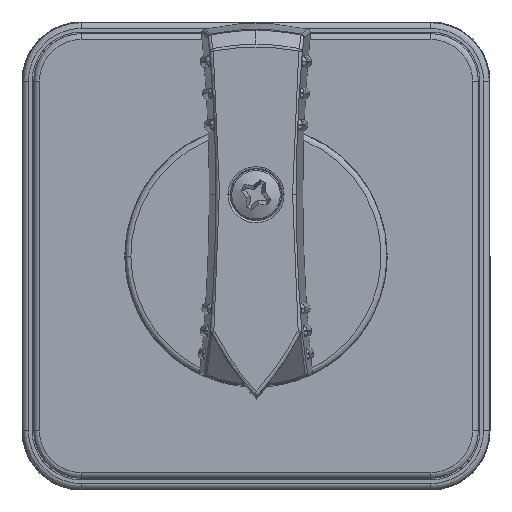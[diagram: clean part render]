
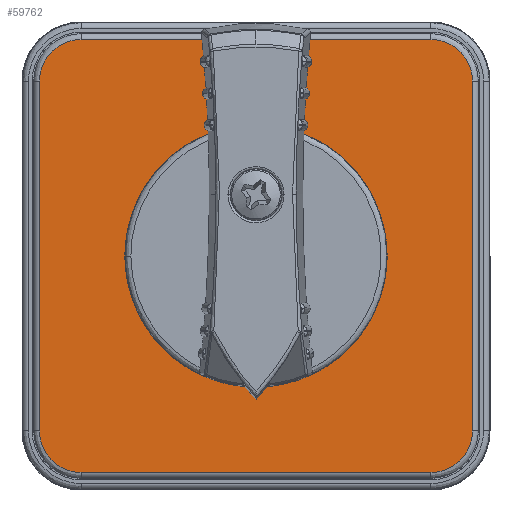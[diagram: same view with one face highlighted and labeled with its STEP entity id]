
A CAD part, front view. The second image highlights one B-rep face of the part: STEP entity #59762.
In plain terms, the highlighted planar face has unit normal (0, -1, 0).
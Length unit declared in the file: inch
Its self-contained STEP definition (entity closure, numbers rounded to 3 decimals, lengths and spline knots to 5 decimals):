
#1423 = CARTESIAN_POINT ( 'NONE',  ( 0.94488, -0.8189, 1.16929 ) ) ;
#2006 = LINE ( 'NONE', #74765, #66397 ) ;
#6307 = EDGE_CURVE ( 'NONE', #87138, #94913, #2006, .T. ) ;
#6381 = CARTESIAN_POINT ( 'NONE',  ( -0.94488, -0.8189, 1.16929 ) ) ;
#8338 = CARTESIAN_POINT ( 'NONE',  ( 1.16929, -0.8189, -0.94488 ) ) ;
#8923 = CARTESIAN_POINT ( 'NONE',  ( -0.94488, -0.8189, -1.16929 ) ) ;
#10523 =( BOUNDED_CURVE ( )  B_SPLINE_CURVE ( 3, ( #31169, #68492, #53953, #75762 ),
 .UNSPECIFIED., .F., .F. ) 
 B_SPLINE_CURVE_WITH_KNOTS ( ( 4, 4 ),
 ( 0., 1. ),
 .UNSPECIFIED. ) 
 CURVE ( )  GEOMETRIC_REPRESENTATION_ITEM ( )  RATIONAL_B_SPLINE_CURVE ( ( 1., 0.805, 0.805, 1. ) ) 
 REPRESENTATION_ITEM ( '' )  );
#10996 = FACE_BOUND ( 'NONE', #27358, .T. ) ;
#11148 = CARTESIAN_POINT ( 'NONE',  ( 0.94488, -0.8189, -1.16929 ) ) ;
#12179 = CARTESIAN_POINT ( 'NONE',  ( 0., -0.8189, 0.4626 ) ) ;
#15100 = CARTESIAN_POINT ( 'NONE',  ( -1.16929, -0.8189, 0.94488 ) ) ;
#17796 = CARTESIAN_POINT ( 'NONE',  ( 0.94488, -0.8189, 0.94488 ) ) ;
#18927 = ORIENTED_EDGE ( 'NONE', *, *, #89565, .F. ) ;
#20960 = VECTOR ( 'NONE', #95924, 39.37008 ) ;
#21019 =( BOUNDED_CURVE ( )  B_SPLINE_CURVE ( 3, ( #15100, #22379, #50555, #6381 ),
 .UNSPECIFIED., .F., .F. ) 
 B_SPLINE_CURVE_WITH_KNOTS ( ( 4, 4 ),
 ( 0., 1. ),
 .UNSPECIFIED. ) 
 CURVE ( )  GEOMETRIC_REPRESENTATION_ITEM ( )  RATIONAL_B_SPLINE_CURVE ( ( 1., 0.805, 0.805, 1. ) ) 
 REPRESENTATION_ITEM ( '' )  );
#22379 = CARTESIAN_POINT ( 'NONE',  ( -1.16929, -0.8189, 1.07634 ) ) ;
#24572 = DIRECTION ( 'NONE',  ( 0., -1., 0. ) ) ;
#25050 = CARTESIAN_POINT ( 'NONE',  ( 0.94488, -0.8189, 1.16929 ) ) ;
#26619 = VERTEX_POINT ( 'NONE', #39730 ) ;
#27358 = EDGE_LOOP ( 'NONE', ( #60366, #92045 ) ) ;
#28160 = ORIENTED_EDGE ( 'NONE', *, *, #91482, .F. ) ;
#29484 = EDGE_CURVE ( 'NONE', #26619, #59077, #82887, .T. ) ;
#30283 = CARTESIAN_POINT ( 'NONE',  ( 0., -0.8189, -0.4626 ) ) ;
#30506 =( BOUNDED_CURVE ( )  B_SPLINE_CURVE ( 3, ( #33943, #56730, #63513, #11148 ),
 .UNSPECIFIED., .F., .F. ) 
 B_SPLINE_CURVE_WITH_KNOTS ( ( 4, 4 ),
 ( 0., 1. ),
 .UNSPECIFIED. ) 
 CURVE ( )  GEOMETRIC_REPRESENTATION_ITEM ( )  RATIONAL_B_SPLINE_CURVE ( ( 1., 0.805, 0.805, 1. ) ) 
 REPRESENTATION_ITEM ( '' )  );
#31169 = CARTESIAN_POINT ( 'NONE',  ( -0.94488, -0.8189, -1.16929 ) ) ;
#33943 = CARTESIAN_POINT ( 'NONE',  ( 1.16929, -0.8189, -0.94488 ) ) ;
#34735 = CARTESIAN_POINT ( 'NONE',  ( 0., -0.8189, 0. ) ) ;
#34934 = CARTESIAN_POINT ( 'NONE',  ( -0.94488, -0.8189, 1.16929 ) ) ;
#36359 = DIRECTION ( 'NONE',  ( 0., 1., 0. ) ) ;
#37320 = AXIS2_PLACEMENT_3D ( 'NONE', #17796, #24572, #91957 ) ;
#39730 = CARTESIAN_POINT ( 'NONE',  ( 0.94488, -0.8189, -1.16929 ) ) ;
#43142 = DIRECTION ( 'NONE',  ( 0., 0., -1. ) ) ;
#45598 = CARTESIAN_POINT ( 'NONE',  ( 0.94488, -0.8189, -1.16929 ) ) ;
#46064 = DIRECTION ( 'NONE',  ( 1., 0., 0. ) ) ;
#46405 = PLANE ( 'NONE',  #37320 ) ;
#48338 = DIRECTION ( 'NONE',  ( 0., 0., -1. ) ) ;
#48661 = VERTEX_POINT ( 'NONE', #87039 ) ;
#50555 = CARTESIAN_POINT ( 'NONE',  ( -1.07634, -0.8189, 1.16929 ) ) ;
#51736 = EDGE_CURVE ( 'NONE', #81906, #75888, #65733, .T. ) ;
#53135 = AXIS2_PLACEMENT_3D ( 'NONE', #79984, #36359, #43142 ) ;
#53735 = LINE ( 'NONE', #60067, #20960 ) ;
#53953 = CARTESIAN_POINT ( 'NONE',  ( -1.16929, -0.8189, -1.07634 ) ) ;
#55103 = ORIENTED_EDGE ( 'NONE', *, *, #75631, .F. ) ;
#55353 = CARTESIAN_POINT ( 'NONE',  ( 0.94488, -0.8189, 1.16929 ) ) ;
#56730 = CARTESIAN_POINT ( 'NONE',  ( 1.16929, -0.8189, -1.07634 ) ) ;
#57780 = VERTEX_POINT ( 'NONE', #55353 ) ;
#59077 = VERTEX_POINT ( 'NONE', #8923 ) ;
#59762 = ADVANCED_FACE ( 'NONE', ( #10996, #70637 ), #46405, .T. ) ;
#60067 = CARTESIAN_POINT ( 'NONE',  ( 1.16929, -0.8189, 0.94488 ) ) ;
#60366 = ORIENTED_EDGE ( 'NONE', *, *, #87495, .T. ) ;
#60510 = ORIENTED_EDGE ( 'NONE', *, *, #77724, .F. ) ;
#61147 = CARTESIAN_POINT ( 'NONE',  ( -1.16929, -0.8189, -0.94488 ) ) ;
#63513 = CARTESIAN_POINT ( 'NONE',  ( 1.07634, -0.8189, -1.16929 ) ) ;
#65733 = CIRCLE ( 'NONE', #78123, 0.4626 ) ;
#66397 = VECTOR ( 'NONE', #67036, 39.37008 ) ;
#67036 = DIRECTION ( 'NONE',  ( 0., 0., 1. ) ) ;
#68202 = CARTESIAN_POINT ( 'NONE',  ( 1.16929, -0.8189, 1.07634 ) ) ;
#68492 = CARTESIAN_POINT ( 'NONE',  ( -1.07634, -0.8189, -1.16929 ) ) ;
#70147 = CARTESIAN_POINT ( 'NONE',  ( 1.07634, -0.8189, 1.16929 ) ) ;
#70637 = FACE_OUTER_BOUND ( 'NONE', #79959, .T. ) ;
#71581 = VECTOR ( 'NONE', #75164, 39.37008 ) ;
#74394 = ORIENTED_EDGE ( 'NONE', *, *, #78354, .F. ) ;
#74765 = CARTESIAN_POINT ( 'NONE',  ( -1.16929, -0.8189, 0.94488 ) ) ;
#75164 = DIRECTION ( 'NONE',  ( -1., 0., 0. ) ) ;
#75631 = EDGE_CURVE ( 'NONE', #57780, #48661, #76777, .T. ) ;
#75762 = CARTESIAN_POINT ( 'NONE',  ( -1.16929, -0.8189, -0.94488 ) ) ;
#75888 = VERTEX_POINT ( 'NONE', #30283 ) ;
#76777 =( BOUNDED_CURVE ( )  B_SPLINE_CURVE ( 3, ( #25050, #70147, #68202, #83696 ),
 .UNSPECIFIED., .F., .T. ) 
 B_SPLINE_CURVE_WITH_KNOTS ( ( 4, 4 ),
 ( 0., 1. ),
 .UNSPECIFIED. ) 
 CURVE ( )  GEOMETRIC_REPRESENTATION_ITEM ( )  RATIONAL_B_SPLINE_CURVE ( ( 1., 0.805, 0.805, 1. ) ) 
 REPRESENTATION_ITEM ( '' )  );
#77724 = EDGE_CURVE ( 'NONE', #48661, #87991, #53735, .T. ) ;
#78123 = AXIS2_PLACEMENT_3D ( 'NONE', #34735, #84679, #48338 ) ;
#78354 = EDGE_CURVE ( 'NONE', #94913, #87312, #21019, .T. ) ;
#79959 = EDGE_LOOP ( 'NONE', ( #74394, #92095, #87587, #94692, #28160, #60510, #55103, #18927 ) ) ;
#79984 = CARTESIAN_POINT ( 'NONE',  ( 0., -0.8189, 0. ) ) ;
#81132 = VECTOR ( 'NONE', #46064, 39.37008 ) ;
#81906 = VERTEX_POINT ( 'NONE', #12179 ) ;
#82887 = LINE ( 'NONE', #45598, #71581 ) ;
#83696 = CARTESIAN_POINT ( 'NONE',  ( 1.16929, -0.8189, 0.94488 ) ) ;
#83849 = LINE ( 'NONE', #1423, #81132 ) ;
#84391 = EDGE_CURVE ( 'NONE', #59077, #87138, #10523, .T. ) ;
#84519 = CARTESIAN_POINT ( 'NONE',  ( -1.16929, -0.8189, 0.94488 ) ) ;
#84679 = DIRECTION ( 'NONE',  ( 0., 1., 0. ) ) ;
#87039 = CARTESIAN_POINT ( 'NONE',  ( 1.16929, -0.8189, 0.94488 ) ) ;
#87138 = VERTEX_POINT ( 'NONE', #61147 ) ;
#87312 = VERTEX_POINT ( 'NONE', #34934 ) ;
#87495 = EDGE_CURVE ( 'NONE', #75888, #81906, #94924, .T. ) ;
#87587 = ORIENTED_EDGE ( 'NONE', *, *, #84391, .F. ) ;
#87991 = VERTEX_POINT ( 'NONE', #8338 ) ;
#89565 = EDGE_CURVE ( 'NONE', #87312, #57780, #83849, .T. ) ;
#91482 = EDGE_CURVE ( 'NONE', #87991, #26619, #30506, .T. ) ;
#91957 = DIRECTION ( 'NONE',  ( 0., 0., -1. ) ) ;
#92045 = ORIENTED_EDGE ( 'NONE', *, *, #51736, .T. ) ;
#92095 = ORIENTED_EDGE ( 'NONE', *, *, #6307, .F. ) ;
#94692 = ORIENTED_EDGE ( 'NONE', *, *, #29484, .F. ) ;
#94913 = VERTEX_POINT ( 'NONE', #84519 ) ;
#94924 = CIRCLE ( 'NONE', #53135, 0.4626 ) ;
#95924 = DIRECTION ( 'NONE',  ( 0., 0., -1. ) ) ;
